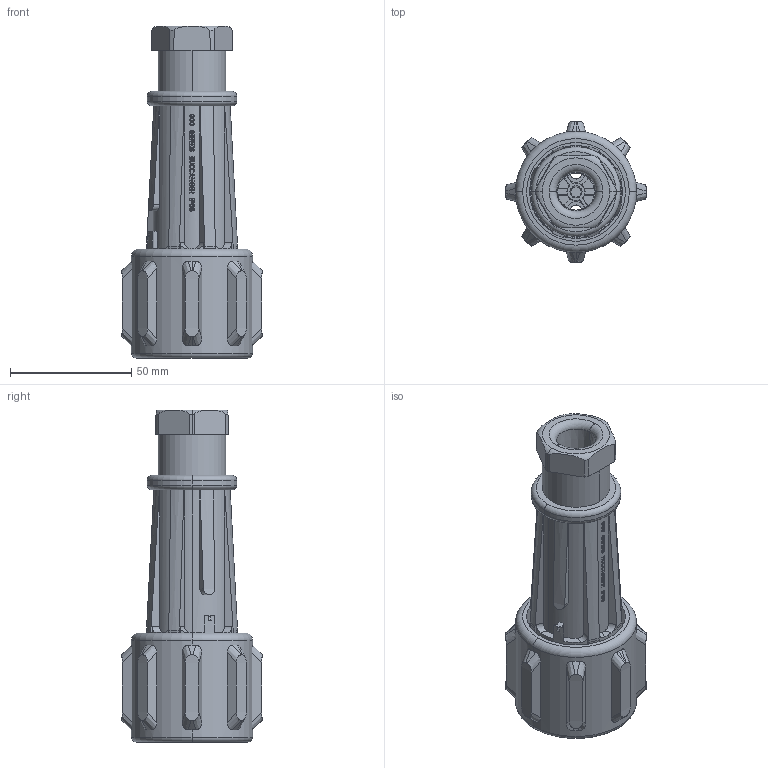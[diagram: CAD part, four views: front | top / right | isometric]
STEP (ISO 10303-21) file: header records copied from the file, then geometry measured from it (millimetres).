
FILE_DESCRIPTION(('STEP AP242'),'1');
FILE_NAME('px0911-02-s.stp','2024-05-02T20:04:42',('TraceParts'),('TraceParts S.A.'),'Spatial InterOp 3D',' ',' ');
FILE_SCHEMA(('AP242_MANAGED_MODEL_BASED_3D_ENGINEERING_MIM_LF {1 0 10303 442 1 1 4}'));
Length unit declared in the file: millimetre
Products named in the file (1): px0911-02-s_1
Bounding box: 58 x 58 x 137.1 mm (x, y, z)
Volume: 109698.8 mm3; surface area: 64203.9 mm2
Topology: 2 solids, 2 shells, 3860 faces, 10909 edges, 7250 vertices
Faces by surface type: plane 3440, cylinder 216, cone 110, bspline 59, torus 31, sphere 4
Entity records: 131304 total; most frequent: CARTESIAN_POINT 34751, ORIENTED_EDGE 21818, DIRECTION 17332, EDGE_CURVE 10909, LINE 7680, VECTOR 7680, VERTEX_POINT 7250, AXIS2_PLACEMENT_3D 4826
